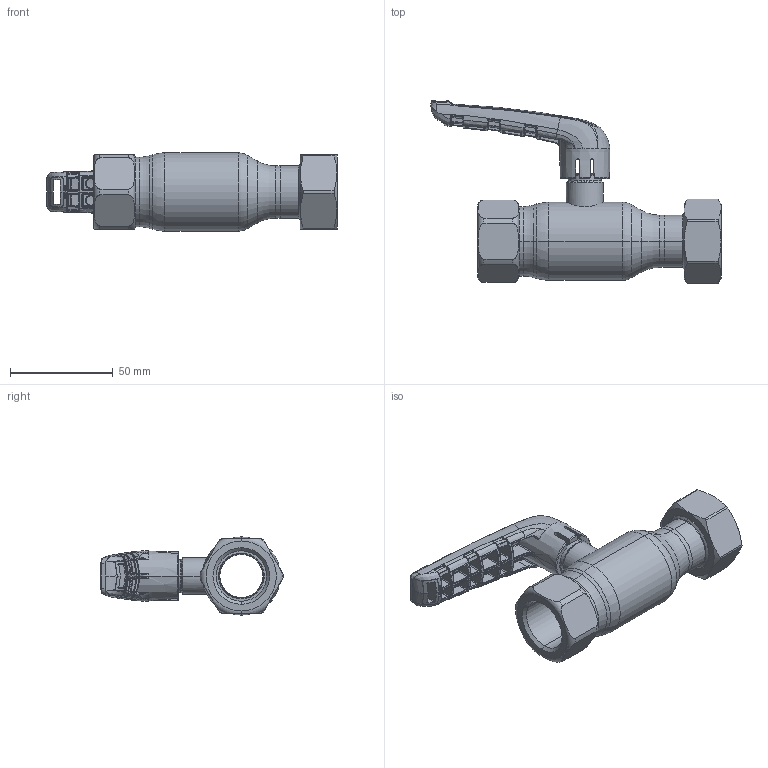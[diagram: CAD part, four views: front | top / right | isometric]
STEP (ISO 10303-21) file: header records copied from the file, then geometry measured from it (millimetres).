
FILE_DESCRIPTION (( 'STEP AP214' ), '1' );
FILE_NAME ('1020002200-xxxx.STEP', '2019-05-27T11:58:19', ( 'Broen A/S' ), ( 'Broen A/S' ), 'SwSTEP 2.0', 'SolidWorks 2017', '' );
FILE_SCHEMA (( 'AUTOMOTIVE_DESIGN' ));
Length unit declared in the file: millimetre
Products named in the file (1): 1020002200-xxxx
Bounding box: 140.98 x 88.88 x 38 mm (x, y, z)
Surface area: 30608.7 mm2 (no closed solid volume)
Topology: 0 solids, 10 shells, 813 faces, 2387 edges, 1485 vertices
Faces by surface type: bspline 638, plane 63, cylinder 56, cone 31, torus 25
Entity records: 67473 total; most frequent: CARTESIAN_POINT 42781, ORIENTED_EDGE 4105, EDGE_CURVE 2361, DIRECTION 1655, B_SPLINE_CURVE_WITH_KNOTS 1609, VERTEX_POINT 1485, EDGE_LOOP 839, UNCERTAINTY_MEASURE_WITH_UNIT 815
